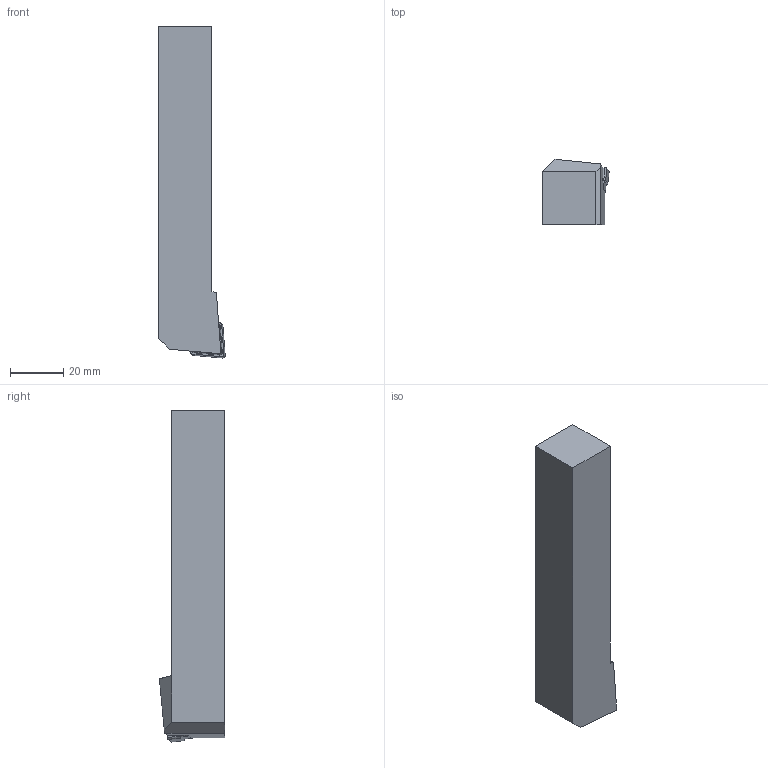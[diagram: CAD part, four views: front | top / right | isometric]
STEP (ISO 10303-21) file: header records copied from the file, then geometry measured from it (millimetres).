
FILE_DESCRIPTION(/* description */ (''),/* implementation_level */ '2;1');
FILE_NAME(/* name */ 'PCLNL2020K12.stp',/* time_stamp */ '2023-02-03T07:46:57+01:00',/* author */ (''),/* organization */ (''),/* preprocessor_version */ 'ST-DEVELOPER v16.7',/* originating_system */ 'SIEMENS PLM Software NX 12.0',/* authorisation */ '');
FILE_SCHEMA (('AUTOMOTIVE_DESIGN { 1 0 10303 214 3 1 1 1 }'));
Length unit declared in the file: millimetre
Products named in the file (1): kl6204D89F04hrtd
Bounding box: 24.99 x 24.59 x 124.99 mm (x, y, z)
Volume: 51164.4 mm3; surface area: 11585.5 mm2
Topology: 2 solids, 2 shells, 43 faces, 114 edges, 75 vertices
Faces by surface type: plane 32, cylinder 11
Full cylindrical faces by diameter (mm): 5 x1
Entity records: 1362 total; most frequent: DIRECTION 230, CARTESIAN_POINT 230, ORIENTED_EDGE 224, EDGE_CURVE 112, LINE 82, VECTOR 82, VERTEX_POINT 74, AXIS2_PLACEMENT_3D 74
